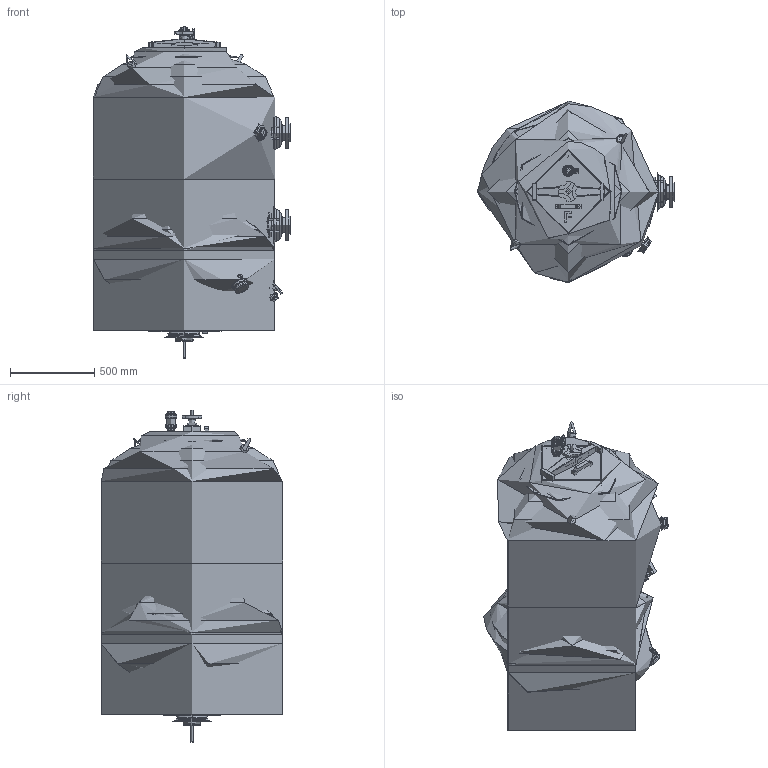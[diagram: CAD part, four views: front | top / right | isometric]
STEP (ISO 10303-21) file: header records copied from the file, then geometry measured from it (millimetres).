
FILE_DESCRIPTION( ( '' ), '1' );
FILE_NAME( '170705 HCFF40752WVA (VFSCN210575H).stp', '2017-07-20T06:40:37', ( 'Fiberpool Internacional' ), ( 'Fiberpool Internacional' ), 'PSStep 14.0', 'SolidEdgeST3', ' ' );
FILE_SCHEMA( ( 'AUTOMOTIVE_DESIGN { 1 0 10303 214 1 1 1 1 }' ) );
Length unit declared in the file: millimetre
Products named in the file (48): Assem1; Manòmetre  ; filtre 1050 FB HAY 170705-oa11; Base tapa ovalada filtro 2,5 BARS; Válvula de bola 32-1pols; Sortida descarga de arena 63-oa6; Desaigua filtre industrial 1pols-oa7; Tapa oval filtro industrial completa 2,5 BARS-oa5; Manòmetre filtro industrial 2016 -oa8; Brida tornillos d-90; Salida tornillos d-75 p1050-1200-oa13; Salida tornillos d-75 p1050-1200-oa12; Varilla Roscada M-14x165mm Inox 304; TUERCA INFERIOR SUJ_JUNTA TAP_OV; JUNTA TOR.22,00x4,00 NBR-70; TUERCA SUPERIOR SUJ_JUNTA TAP_OV; Base tapa ovalada filtro 2,5 BAR Act-oa2; cos manòmetre filtre industrial; fons manòmetre; agulla manòmetre; vidre manòmetre; Volante filtro-oa3; cos válvula 32-1pols; manguito valvula bola 32-1pols; femella valvula 32-1pols; maneta válvula 32-1pols; Bolt_DIN_580_M24_v8.00; CUERPO BRIDA DE TORNILLOS D-90 Rev140124; Tornillo M-10x55 Zinc. DIN 933; Cos sortida plipropilè 63; femella pasant polipropilè 63; ; ; Maneta tapa filtro; Puente; Machon doble rosca 1pols; Embellidor manòmetre PVC; Embellecedor d-90; casquillo 90-75; manguito portabrida d-75 ...
Bounding box: 1173 x 1080 x 1975.5 mm (x, y, z)
Volume: 188977401.3 mm3; surface area: 48147128 mm2
Topology: 215 solids, 215 shells, 5828 faces, 14362 edges, 9332 vertices
Faces by surface type: plane 3392, cylinder 1584, cone 343, bspline 290, torus 174, sphere 29, offset 10, extrusion 6
Full cylindrical faces by diameter (mm): 6 x45, 8 x8, 10 x31, 10.106 x10, 11.835 x5, 12 x5, 13 x8, 14 x5, 14.5 x5, 15.5 x4, 16 x4, 18 x20, 19.6 x5, 21 x10, 22 x5, 23 x4, 23.5 x8, 24 x10, 25 x15, 26 x16, 29 x5, 29.5 x5, 29.605 x8, 32 x23, 33 x3, 35.5 x7, 37.5 x4, 38 x4, 41.5 x15, 44.5 x15
Entity records: 70164 total; most frequent: CARTESIAN_POINT 40785, DIRECTION 4424, ORIENTED_EDGE 4112, EDGE_CURVE 2056, AXIS2_PLACEMENT_3D 1714, VERTEX_POINT 1426, EDGE_LOOP 1272, FACE_OUTER_BOUND 1105
